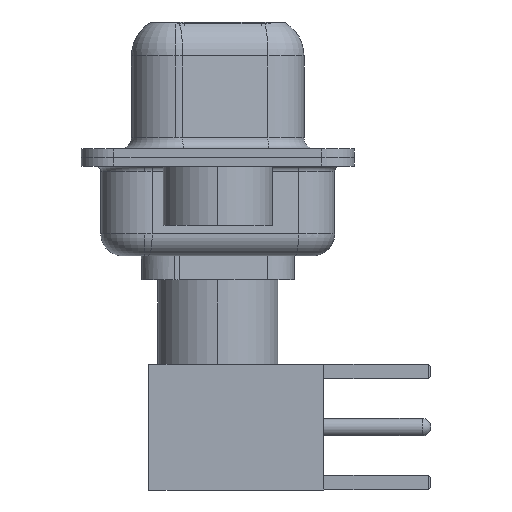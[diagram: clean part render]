
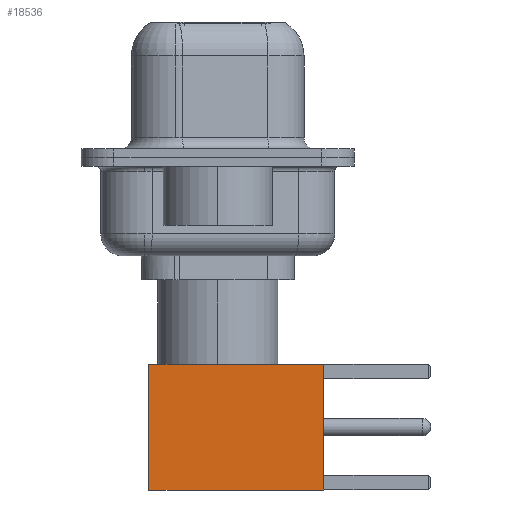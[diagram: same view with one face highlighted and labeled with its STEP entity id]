
A CAD part, left-side view. The second image highlights one B-rep face of the part: STEP entity #18536.
In plain terms, the highlighted face is planar.
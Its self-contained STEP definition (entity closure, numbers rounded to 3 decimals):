
#570 = ORIENTED_EDGE ( 'NONE', *, *, #3950, .T. ) ;
#983 = DIRECTION ( 'NONE',  ( 0., 0., -1. ) ) ;
#1494 = CARTESIAN_POINT ( 'NONE',  ( -2.875, 2.875, 8. ) ) ;
#2194 = DIRECTION ( 'NONE',  ( 0., 1., 0. ) ) ;
#2749 = EDGE_LOOP ( 'NONE', ( #6928, #570, #5939, #4407 ) ) ;
#3788 = VECTOR ( 'NONE', #983, 1000. ) ;
#3950 = EDGE_CURVE ( 'NONE', #8689, #18568, #6407, .T. ) ;
#4037 = VECTOR ( 'NONE', #7877, 1000. ) ;
#4407 = ORIENTED_EDGE ( 'NONE', *, *, #14846, .F. ) ;
#4571 = CARTESIAN_POINT ( 'NONE',  ( 2.875, 2.875, 0. ) ) ;
#4883 = DIRECTION ( 'NONE',  ( 0., 0., 1. ) ) ;
#5523 = CARTESIAN_POINT ( 'NONE',  ( 2.875, 2.875, 0. ) ) ;
#5939 = ORIENTED_EDGE ( 'NONE', *, *, #11382, .F. ) ;
#6320 = PLANE ( 'NONE',  #10695 ) ;
#6407 = LINE ( 'NONE', #10889, #4037 ) ;
#6928 = ORIENTED_EDGE ( 'NONE', *, *, #13455, .T. ) ;
#7239 = VERTEX_POINT ( 'NONE', #1494 ) ;
#7877 = DIRECTION ( 'NONE',  ( -1., 0., 0. ) ) ;
#7964 = CARTESIAN_POINT ( 'NONE',  ( 2.875, 2.875, 8. ) ) ;
#8065 = LINE ( 'NONE', #18258, #17459 ) ;
#8155 = LINE ( 'NONE', #5523, #3788 ) ;
#8689 = VERTEX_POINT ( 'NONE', #4571 ) ;
#10695 = AXIS2_PLACEMENT_3D ( 'NONE', #18177, #2194, #4883 ) ;
#10782 = DIRECTION ( 'NONE',  ( -1., 0., 0. ) ) ;
#10889 = CARTESIAN_POINT ( 'NONE',  ( 0., 2.875, 0. ) ) ;
#11382 = EDGE_CURVE ( 'NONE', #7239, #18568, #12163, .T. ) ;
#11483 = VECTOR ( 'NONE', #19165, 1000. ) ;
#11979 = CARTESIAN_POINT ( 'NONE',  ( -2.875, 2.875, 0. ) ) ;
#12163 = LINE ( 'NONE', #11979, #11483 ) ;
#13377 = VERTEX_POINT ( 'NONE', #7964 ) ;
#13455 = EDGE_CURVE ( 'NONE', #13377, #8689, #8155, .T. ) ;
#13719 = FACE_OUTER_BOUND ( 'NONE', #2749, .T. ) ;
#14846 = EDGE_CURVE ( 'NONE', #13377, #7239, #8065, .T. ) ;
#15833 = CARTESIAN_POINT ( 'NONE',  ( -2.875, 2.875, 0. ) ) ;
#17459 = VECTOR ( 'NONE', #10782, 1000. ) ;
#18177 = CARTESIAN_POINT ( 'NONE',  ( 2.875, 2.875, 0. ) ) ;
#18258 = CARTESIAN_POINT ( 'NONE',  ( 0., 2.875, 8. ) ) ;
#18536 = ADVANCED_FACE ( 'NONE', ( #13719 ), #6320, .T. ) ;
#18568 = VERTEX_POINT ( 'NONE', #15833 ) ;
#19165 = DIRECTION ( 'NONE',  ( 0., 0., -1. ) ) ;
